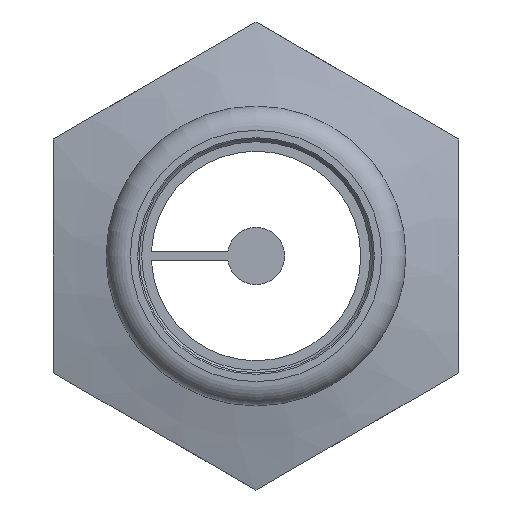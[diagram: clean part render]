
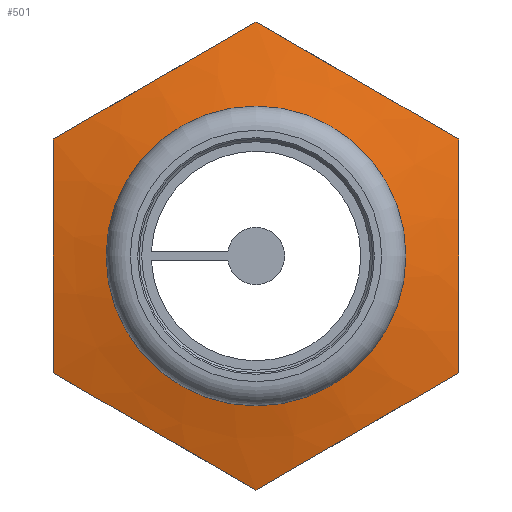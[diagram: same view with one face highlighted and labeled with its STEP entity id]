
A CAD part, left-side view. The second image highlights one B-rep face of the part: STEP entity #501.
In plain terms, the highlighted conical face has half-angle 75 degrees and reference radius 22.259 mm.
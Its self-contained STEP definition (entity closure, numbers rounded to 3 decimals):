
#16=(
BOUNDED_CURVE()
B_SPLINE_CURVE(2,(#822,#823,#824),.UNSPECIFIED.,.F.,.F.)
B_SPLINE_CURVE_WITH_KNOTS((3,3),(0.,2.894),.UNSPECIFIED.)
CURVE()
GEOMETRIC_REPRESENTATION_ITEM()
RATIONAL_B_SPLINE_CURVE((1.,1.155,1.))
REPRESENTATION_ITEM($)
);
#17=(
BOUNDED_CURVE()
B_SPLINE_CURVE(2,(#826,#827,#828),.UNSPECIFIED.,.F.,.F.)
B_SPLINE_CURVE_WITH_KNOTS((3,3),(0.,2.894),.UNSPECIFIED.)
CURVE()
GEOMETRIC_REPRESENTATION_ITEM()
RATIONAL_B_SPLINE_CURVE((1.,1.155,1.))
REPRESENTATION_ITEM($)
);
#18=(
BOUNDED_CURVE()
B_SPLINE_CURVE(2,(#830,#831,#832),.UNSPECIFIED.,.F.,.F.)
B_SPLINE_CURVE_WITH_KNOTS((3,3),(0.,2.894),.UNSPECIFIED.)
CURVE()
GEOMETRIC_REPRESENTATION_ITEM()
RATIONAL_B_SPLINE_CURVE((1.,1.155,1.))
REPRESENTATION_ITEM($)
);
#19=(
BOUNDED_CURVE()
B_SPLINE_CURVE(2,(#834,#835,#836),.UNSPECIFIED.,.F.,.F.)
B_SPLINE_CURVE_WITH_KNOTS((3,3),(0.,2.894),.UNSPECIFIED.)
CURVE()
GEOMETRIC_REPRESENTATION_ITEM()
RATIONAL_B_SPLINE_CURVE((1.,1.155,1.))
REPRESENTATION_ITEM($)
);
#20=(
BOUNDED_CURVE()
B_SPLINE_CURVE(2,(#838,#839,#840),.UNSPECIFIED.,.F.,.F.)
B_SPLINE_CURVE_WITH_KNOTS((3,3),(0.,2.894),.UNSPECIFIED.)
CURVE()
GEOMETRIC_REPRESENTATION_ITEM()
RATIONAL_B_SPLINE_CURVE((1.,1.155,1.))
REPRESENTATION_ITEM($)
);
#21=(
BOUNDED_CURVE()
B_SPLINE_CURVE(2,(#841,#842,#843),.UNSPECIFIED.,.F.,.F.)
B_SPLINE_CURVE_WITH_KNOTS((3,3),(0.,2.894),.UNSPECIFIED.)
CURVE()
GEOMETRIC_REPRESENTATION_ITEM()
RATIONAL_B_SPLINE_CURVE((1.,1.155,1.))
REPRESENTATION_ITEM($)
);
#39=CONICAL_SURFACE($,#561,22.259,75.);
#62=FACE_OUTER_BOUND($,#140,.T.);
#104=FACE_BOUND($,#141,.T.);
#140=EDGE_LOOP($,(#386,#387,#388,#389,#390,#391));
#141=EDGE_LOOP($,(#392));
#223=CIRCLE($,#559,16.391);
#257=VERTEX_POINT($,#815);
#259=VERTEX_POINT($,#820);
#260=VERTEX_POINT($,#821);
#261=VERTEX_POINT($,#825);
#262=VERTEX_POINT($,#829);
#263=VERTEX_POINT($,#833);
#264=VERTEX_POINT($,#837);
#307=EDGE_CURVE($,#257,#257,#223,.T.);
#309=EDGE_CURVE($,#259,#260,#16,.T.);
#310=EDGE_CURVE($,#260,#261,#17,.T.);
#311=EDGE_CURVE($,#261,#262,#18,.T.);
#312=EDGE_CURVE($,#262,#263,#19,.T.);
#313=EDGE_CURVE($,#263,#264,#20,.T.);
#314=EDGE_CURVE($,#264,#259,#21,.T.);
#386=ORIENTED_EDGE($,*,*,#309,.T.);
#387=ORIENTED_EDGE($,*,*,#310,.T.);
#388=ORIENTED_EDGE($,*,*,#311,.T.);
#389=ORIENTED_EDGE($,*,*,#312,.T.);
#390=ORIENTED_EDGE($,*,*,#313,.T.);
#391=ORIENTED_EDGE($,*,*,#314,.T.);
#392=ORIENTED_EDGE($,*,*,#307,.F.);
#501=ADVANCED_FACE($,(#62,#104),#39,.T.);
#559=AXIS2_PLACEMENT_3D($,#816,#669,#670);
#561=AXIS2_PLACEMENT_3D($,#819,#673,#674);
#669=DIRECTION('center_axis',(-1.,0.,0.));
#670=DIRECTION('ref_axis',(0.,-0.866,0.5));
#673=DIRECTION('center_axis',(1.,0.,0.));
#674=DIRECTION('ref_axis',(0.,0.866,0.5));
#815=CARTESIAN_POINT('',(20.599,14.195,-8.196));
#816=CARTESIAN_POINT('Origin',(20.599,0.,0.));
#819=CARTESIAN_POINT('Origin',(22.171,0.,0.));
#820=CARTESIAN_POINT('',(23.942,25.,-14.434));
#821=CARTESIAN_POINT('',(23.942,0.,-28.868));
#822=CARTESIAN_POINT('Ctrl Pts',(23.942,25.,-14.434));
#823=CARTESIAN_POINT('Ctrl Pts',(22.008,12.5,-21.651));
#824=CARTESIAN_POINT('Ctrl Pts',(23.942,0.,
-28.868));
#825=CARTESIAN_POINT('',(23.942,-25.,-14.434));
#826=CARTESIAN_POINT('Ctrl Pts',(23.942,0.,
-28.868));
#827=CARTESIAN_POINT('Ctrl Pts',(22.008,-12.5,-21.651));
#828=CARTESIAN_POINT('Ctrl Pts',(23.942,-25.,-14.434));
#829=CARTESIAN_POINT('',(23.942,-25.,14.434));
#830=CARTESIAN_POINT('Ctrl Pts',(23.942,-25.,-14.434));
#831=CARTESIAN_POINT('Ctrl Pts',(22.008,-25.,0.));
#832=CARTESIAN_POINT('Ctrl Pts',(23.942,-25.,14.434));
#833=CARTESIAN_POINT('',(23.942,0.,28.868));
#834=CARTESIAN_POINT('Ctrl Pts',(23.942,-25.,14.434));
#835=CARTESIAN_POINT('Ctrl Pts',(22.008,-12.5,21.651));
#836=CARTESIAN_POINT('Ctrl Pts',(23.942,0.,
28.868));
#837=CARTESIAN_POINT('',(23.942,25.,14.434));
#838=CARTESIAN_POINT('Ctrl Pts',(23.942,0.,
28.868));
#839=CARTESIAN_POINT('Ctrl Pts',(22.008,12.5,21.651));
#840=CARTESIAN_POINT('Ctrl Pts',(23.942,25.,14.434));
#841=CARTESIAN_POINT('Ctrl Pts',(23.942,25.,14.434));
#842=CARTESIAN_POINT('Ctrl Pts',(22.008,25.,0.));
#843=CARTESIAN_POINT('Ctrl Pts',(23.942,25.,-14.434));
